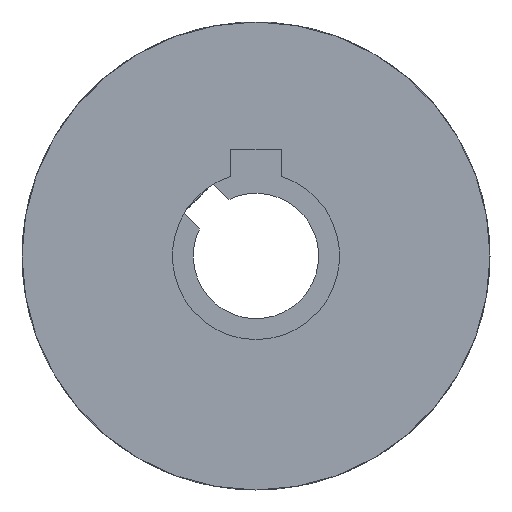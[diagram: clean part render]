
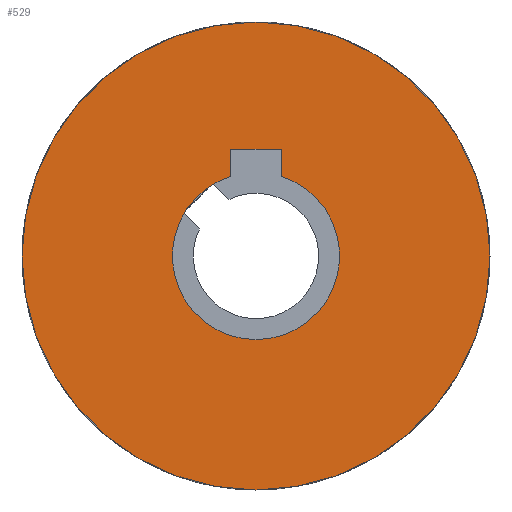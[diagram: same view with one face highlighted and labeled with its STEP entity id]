
A CAD part, left-side view. The second image highlights one B-rep face of the part: STEP entity #529.
In plain terms, the highlighted planar face has unit normal (-1, 0, 0).
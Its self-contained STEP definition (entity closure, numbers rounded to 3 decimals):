
#529=ADVANCED_FACE('NONE',(#1037,#1038),#1039,.F.);
#1037=FACE_BOUND('',#1540,.T.);
#1038=FACE_OUTER_BOUND('',#1541,.T.);
#1039=PLANE('',#1542);
#1540=EDGE_LOOP('',(#2867,#2868,#2869,#2870,#2871));
#1541=EDGE_LOOP('',(#2872,#2873));
#1542=AXIS2_PLACEMENT_3D('',#2874,#2875,#2876);
#2867=ORIENTED_EDGE('',*,*,#3537,.T.);
#2868=ORIENTED_EDGE('',*,*,#3533,.T.);
#2869=ORIENTED_EDGE('',*,*,#3529,.T.);
#2870=ORIENTED_EDGE('',*,*,#3524,.T.);
#2871=ORIENTED_EDGE('',*,*,#3541,.T.);
#2872=ORIENTED_EDGE('',*,*,#3545,.T.);
#2873=ORIENTED_EDGE('',*,*,#3573,.T.);
#2874=CARTESIAN_POINT('',(0.,0.0,28.0));
#2875=DIRECTION('',(1.0,0.0,0.0));
#2876=DIRECTION('',(0.0,-0.0,-1.0));
#3524=EDGE_CURVE('',#4310,#4307,#4311,.T.);
#3529=EDGE_CURVE('',#4318,#4310,#4319,.T.);
#3533=EDGE_CURVE('',#4324,#4318,#4325,.T.);
#3537=EDGE_CURVE('',#4330,#4324,#4331,.T.);
#3541=EDGE_CURVE('',#4307,#4330,#4335,.T.);
#3545=EDGE_CURVE('NONE',#4342,#4340,#4343,.T.);
#3573=EDGE_CURVE('NONE',#4340,#4342,#4391,.T.);
#4307=VERTEX_POINT('',#5424);
#4310=VERTEX_POINT('',#5428);
#4311=CIRCLE('',#5429,10.0);
#4318=VERTEX_POINT('',#5438);
#4319=LINE('',#5439,#5440);
#4324=VERTEX_POINT('',#5447);
#4325=LINE('',#5448,#5449);
#4330=VERTEX_POINT('',#5456);
#4331=LINE('',#5457,#5458);
#4335=CIRCLE('',#5463,10.0);
#4340=VERTEX_POINT('NONE',#5468);
#4342=VERTEX_POINT('NONE',#5471);
#4343=CIRCLE('',#5472,28.0);
#4391=CIRCLE('',#5587,28.0);
#5424=CARTESIAN_POINT('',(0.,0.,-10.0));
#5428=CARTESIAN_POINT('',(0.0,-3.0,9.539));
#5429=AXIS2_PLACEMENT_3D('',#6257,#6258,#6259);
#5438=CARTESIAN_POINT('',(0.0,-3.0,12.8));
#5439=CARTESIAN_POINT('',(0.,-3.0,17.2));
#5440=VECTOR('',#6265,1.0);
#5447=CARTESIAN_POINT('',(0.0,3.0,12.8));
#5448=CARTESIAN_POINT('',(0.,0.0,12.8));
#5449=VECTOR('',#6268,1.0);
#5456=CARTESIAN_POINT('',(0.0,3.0,9.539));
#5457=CARTESIAN_POINT('',(0.0,3.0,17.2));
#5458=VECTOR('',#6271,1.0);
#5463=AXIS2_PLACEMENT_3D('',#6276,#6277,#6278);
#5468=CARTESIAN_POINT('',(0.,28.0,0.));
#5471=CARTESIAN_POINT('',(0.,-28.0,0.0));
#5472=AXIS2_PLACEMENT_3D('',#6283,#6284,#6285);
#5587=AXIS2_PLACEMENT_3D('',#6330,#6331,#6332);
#6257=CARTESIAN_POINT('',(0.,0.0,0.0));
#6258=DIRECTION('',(1.0,0.0,-0.0));
#6259=DIRECTION('',(0.0,0.0,1.0));
#6265=DIRECTION('',(0.0,0.0,-1.0));
#6268=DIRECTION('',(0.0,-1.0,0.0));
#6271=DIRECTION('',(-0.0,0.0,1.0));
#6276=CARTESIAN_POINT('',(0.,0.0,0.0));
#6277=DIRECTION('',(1.0,0.0,-0.0));
#6278=DIRECTION('',(0.0,0.0,1.0));
#6283=CARTESIAN_POINT('',(0.,0.0,0.0));
#6284=DIRECTION('',(-1.0,0.0,0.0));
#6285=DIRECTION('',(0.0,-1.0,0.0));
#6330=CARTESIAN_POINT('',(0.,0.0,0.0));
#6331=DIRECTION('',(-1.0,0.0,0.0));
#6332=DIRECTION('',(0.0,-1.0,0.0));
